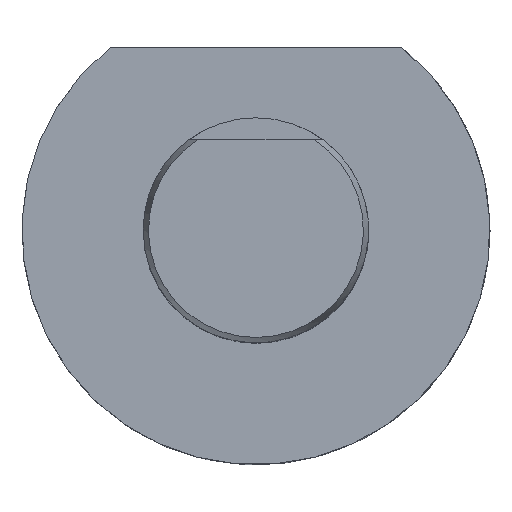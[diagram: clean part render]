
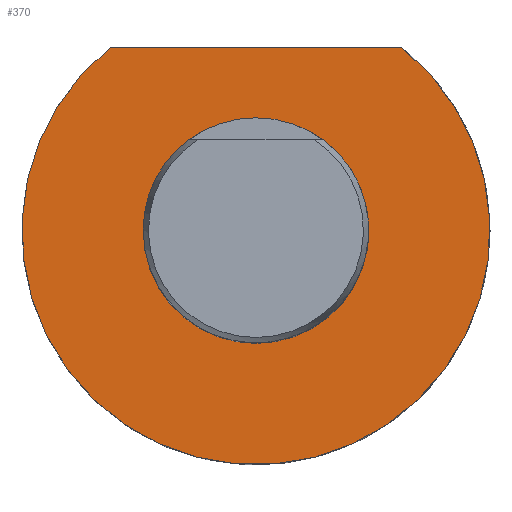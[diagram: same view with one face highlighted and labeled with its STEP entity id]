
A CAD part, top view. The second image highlights one B-rep face of the part: STEP entity #370.
In plain terms, the highlighted planar face has unit normal (0, 0, 1).
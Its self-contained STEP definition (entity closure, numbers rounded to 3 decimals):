
#73=LINE('',#2317,#153);
#153=VECTOR('',#1824,1.);
#370=ADVANCED_FACE('CU_IB_SU_3',(#549,#550),#482,.F.);
#482=PLANE('',#1596);
#549=FACE_BOUND('',#622,.T.);
#550=FACE_BOUND('',#623,.T.);
#622=EDGE_LOOP('',(#782,#783));
#623=EDGE_LOOP('',(#784));
#782=ORIENTED_EDGE('',*,*,#1281,.F.);
#783=ORIENTED_EDGE('',*,*,#1284,.T.);
#784=ORIENTED_EDGE('',*,*,#1285,.T.);
#1161=VERTEX_POINT('',#2312);
#1162=VERTEX_POINT('',#2313);
#1163=VERTEX_POINT('',#2319);
#1281=EDGE_CURVE('',#1161,#1162,#1472,.T.);
#1284=EDGE_CURVE('',#1161,#1162,#73,.T.);
#1285=EDGE_CURVE('',#1163,#1163,#1473,.T.);
#1472=CIRCLE('',#1593,41.5);
#1473=CIRCLE('',#1595,19.996);
#1593=AXIS2_PLACEMENT_3D('',#2311,#1818,#1819);
#1595=AXIS2_PLACEMENT_3D('',#2318,#1825,#1826);
#1596=AXIS2_PLACEMENT_3D('',#2320,#1827,#1828);
#1818=DIRECTION('',(0.,0.,-1.));
#1819=DIRECTION('',(-1.,0.,0.));
#1824=DIRECTION('',(-1.,0.,0.));
#1825=DIRECTION('',(0.,0.,-1.));
#1826=DIRECTION('',(-1.,0.,0.));
#1827=DIRECTION('',(0.,0.,-1.));
#1828=DIRECTION('',(-1.,0.,0.));
#2311=CARTESIAN_POINT('',(0.,0.,0.));
#2312=CARTESIAN_POINT('',(25.807,32.5,0.));
#2313=CARTESIAN_POINT('',(-25.807,32.5,0.));
#2317=CARTESIAN_POINT('',(41.5,32.5,0.));
#2318=CARTESIAN_POINT('',(0.,0.,0.));
#2319=CARTESIAN_POINT('',(-19.996,0.,0.));
#2320=CARTESIAN_POINT('',(0.,19.996,0.));
